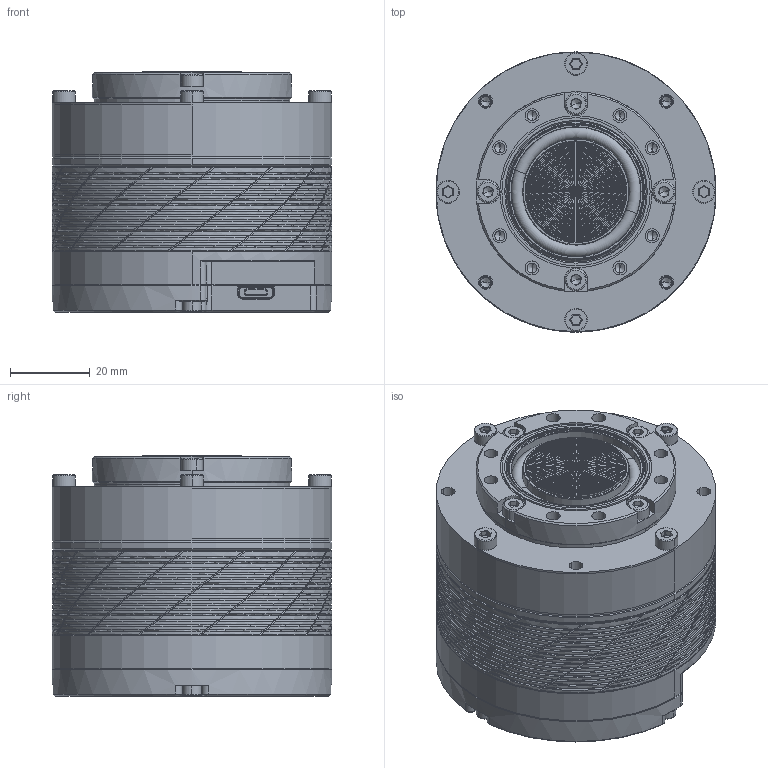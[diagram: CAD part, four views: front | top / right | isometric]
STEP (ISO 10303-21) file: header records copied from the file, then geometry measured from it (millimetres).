
FILE_DESCRIPTION((''),'2;1');
FILE_NAME('PND50-14-09150002','2023-12-25T14:54:52',('Administrator'),(''),'CREO PARAMETRIC BY PTC INC, 2020033','CREO PARAMETRIC BY PTC INC, 2020033','');
FILE_SCHEMA(('CONFIG_CONTROL_DESIGN','SHAPE_APPEARANCE_LAYERS_GROUPS'));
Products named in the file (1): PND50-14-09150002
Bounding box: 70 x 70 x 60.08 mm (x, y, z)
Volume: 203117.9 mm3; surface area: 31374.6 mm2
Topology: 1 solids, 27 shells, 5649 faces, 15385 edges, 9881 vertices
Faces by surface type: plane 3399, cylinder 1085, torus 512, bspline 296, cone 263, sphere 92, extrusion 2
Entity records: 211869 total; most frequent: CARTESIAN_POINT 55774, ORIENTED_EDGE 30442, DIRECTION 27676, EDGE_CURVE 15233, VECTOR 10220, LINE 10218, VERTEX_POINT 9881, AXIS2_PLACEMENT_3D 8728
